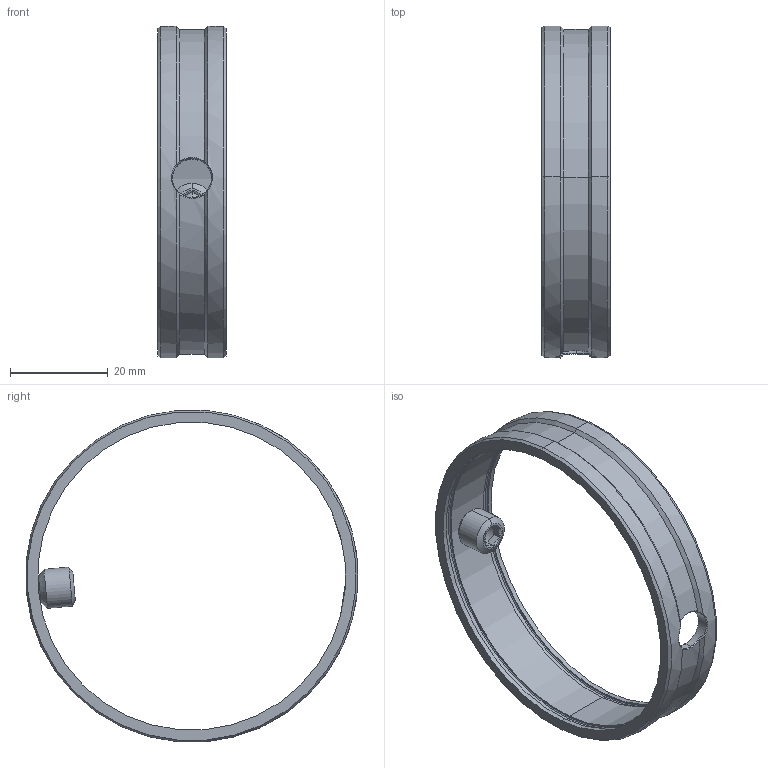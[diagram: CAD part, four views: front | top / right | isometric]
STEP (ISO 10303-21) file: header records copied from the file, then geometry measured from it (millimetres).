
FILE_DESCRIPTION(('HOOPS Exchange Step'),'2;1');
FILE_NAME('export-96319CD1-1784-4D8D-ACF1-C68CE90931D2.stp','2023-12-28T14:49:05+01:00',('Engineering'),('Alibre'),'HOOPS Exchange 2021.0','Alibre','Unknown authorisation');
FILE_SCHEMA( ('AP242_MANAGED_MODEL_BASED_3D_ENGINEERING_MIM_LF {1 0 10303 442 1 1 4 }') );
Length unit declared in the file: millimetre
Products named in the file (3): 5050-1 HSK63-C Guhring 4953 Brass Locking Ring; 5050-2 HSK63-C Guhring 4953 Brass Locking Ring; 5050 HSK63-C Guhring 4953 Brass Locking Ring
Assembly tree (2 placements, depth 2):
  5050 HSK63-C Guhring 4953 Brass Locking Ring
    5050-1 HSK63-C Guhring 4953 Brass Locking Ring
    5050-2 HSK63-C Guhring 4953 Brass Locking Ring
Bounding box: 14 x 67.87 x 67.77 mm (x, y, z)
Volume: 6218.4 mm3; surface area: 7468.4 mm2
Topology: 2 solids, 2 shells, 78 faces, 182 edges, 110 vertices
Faces by surface type: cylinder 25, cone 18, plane 15, torus 8, bspline 8, sphere 4
Entity records: 3040 total; most frequent: CARTESIAN_POINT 1208, DIRECTION 366, ORIENTED_EDGE 356, EDGE_CURVE 178, AXIS2_PLACEMENT_3D 157, VERTEX_POINT 110, EDGE_LOOP 88, FACE_BOUND 88
